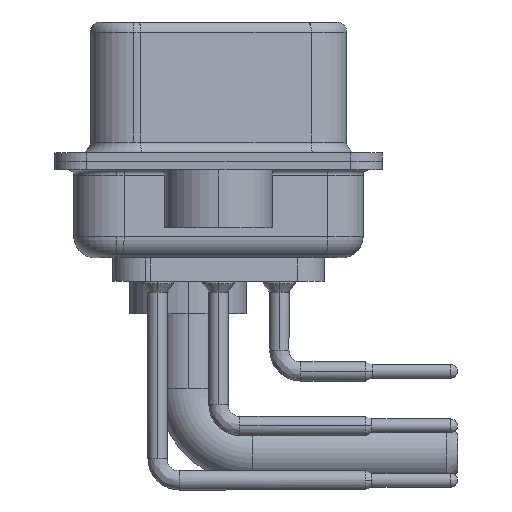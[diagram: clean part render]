
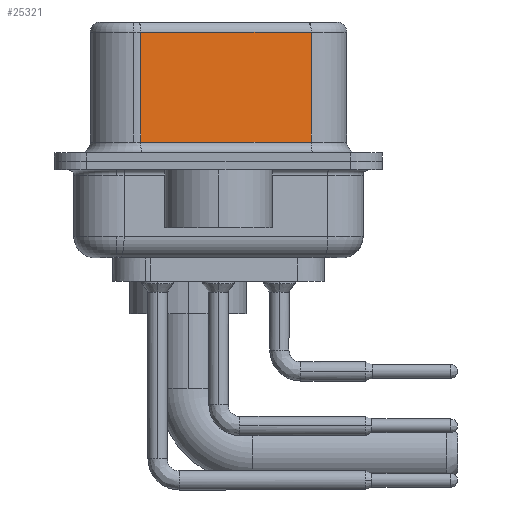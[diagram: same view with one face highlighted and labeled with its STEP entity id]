
A CAD part, left-side view. The second image highlights one B-rep face of the part: STEP entity #25321.
In plain terms, the highlighted planar face has unit normal (-0.985, -0.174, 0).
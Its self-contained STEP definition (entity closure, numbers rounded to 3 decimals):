
#137 = CARTESIAN_POINT ( 'NONE',  ( 3.73, 3.628, 0.9 ) ) ;
#172 = ORIENTED_EDGE ( 'NONE', *, *, #23961, .T. ) ;
#440 = CARTESIAN_POINT ( 'NONE',  ( 5.132, -4.322, 0.9 ) ) ;
#2064 = DIRECTION ( 'NONE',  ( -0.174, 0.985, 0. ) ) ;
#2712 = AXIS2_PLACEMENT_3D ( 'NONE', #5459, #16422, #2064 ) ;
#3029 = VERTEX_POINT ( 'NONE', #16546 ) ;
#3100 = ORIENTED_EDGE ( 'NONE', *, *, #13648, .T. ) ;
#5459 = CARTESIAN_POINT ( 'NONE',  ( 5.132, -4.322, 6.52 ) ) ;
#7105 = LINE ( 'NONE', #32677, #22926 ) ;
#7455 = VECTOR ( 'NONE', #36161, 1000. ) ;
#8574 = LINE ( 'NONE', #440, #14235 ) ;
#9623 = EDGE_LOOP ( 'NONE', ( #32487, #10483, #172, #3100 ) ) ;
#10416 = VERTEX_POINT ( 'NONE', #35484 ) ;
#10483 = ORIENTED_EDGE ( 'NONE', *, *, #19018, .T. ) ;
#13032 = VECTOR ( 'NONE', #35847, 1000. ) ;
#13648 = EDGE_CURVE ( 'NONE', #34379, #10416, #8574, .T. ) ;
#14235 = VECTOR ( 'NONE', #20081, 1000. ) ;
#15979 = DIRECTION ( 'NONE',  ( -0.174, 0.985, 0. ) ) ;
#16422 = DIRECTION ( 'NONE',  ( 0.985, 0.174, 0. ) ) ;
#16546 = CARTESIAN_POINT ( 'NONE',  ( 3.73, 3.628, 6.02 ) ) ;
#19018 = EDGE_CURVE ( 'NONE', #35623, #3029, #7105, .T. ) ;
#20081 = DIRECTION ( 'NONE',  ( 0.174, -0.985, 0. ) ) ;
#21367 = CARTESIAN_POINT ( 'NONE',  ( 3.73, 3.628, 6.52 ) ) ;
#21795 = CARTESIAN_POINT ( 'NONE',  ( 5.132, -4.322, 6.52 ) ) ;
#22926 = VECTOR ( 'NONE', #15979, 1000. ) ;
#23961 = EDGE_CURVE ( 'NONE', #3029, #34379, #24226, .T. ) ;
#24226 = LINE ( 'NONE', #21367, #7455 ) ;
#25321 = ADVANCED_FACE ( 'NONE', ( #27985 ), #25894, .F. ) ;
#25497 = CARTESIAN_POINT ( 'NONE',  ( 5.132, -4.322, 6.02 ) ) ;
#25894 = PLANE ( 'NONE',  #2712 ) ;
#27852 = EDGE_CURVE ( 'NONE', #35623, #10416, #29575, .T. ) ;
#27985 = FACE_OUTER_BOUND ( 'NONE', #9623, .T. ) ;
#29575 = LINE ( 'NONE', #21795, #13032 ) ;
#32487 = ORIENTED_EDGE ( 'NONE', *, *, #27852, .F. ) ;
#32677 = CARTESIAN_POINT ( 'NONE',  ( 5.132, -4.322, 6.02 ) ) ;
#34379 = VERTEX_POINT ( 'NONE', #137 ) ;
#35484 = CARTESIAN_POINT ( 'NONE',  ( 5.132, -4.322, 0.9 ) ) ;
#35623 = VERTEX_POINT ( 'NONE', #25497 ) ;
#35847 = DIRECTION ( 'NONE',  ( 0., 0., -1. ) ) ;
#36161 = DIRECTION ( 'NONE',  ( 0., 0., -1. ) ) ;
